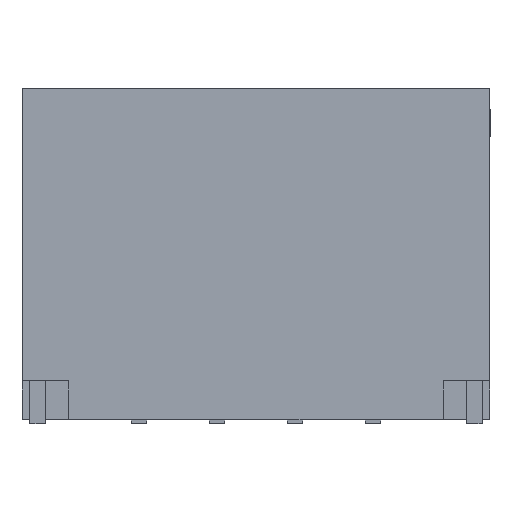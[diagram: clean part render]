
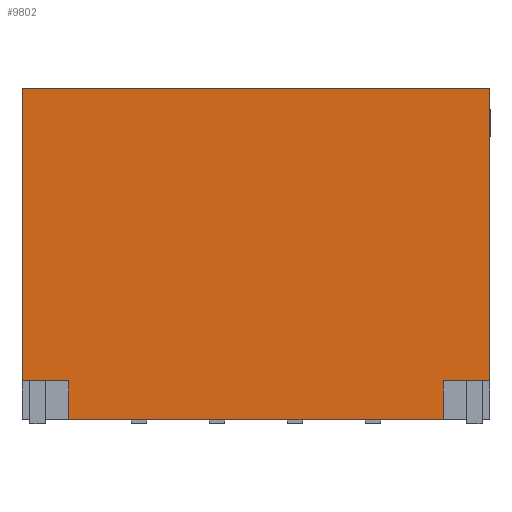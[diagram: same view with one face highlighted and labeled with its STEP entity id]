
A CAD part, front view. The second image highlights one B-rep face of the part: STEP entity #9802.
In plain terms, the highlighted planar face has unit normal (0, -1, 0).
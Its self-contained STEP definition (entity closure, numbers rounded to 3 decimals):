
#39 = LINE ( 'NONE', #5126, #5447 ) ;
#184 = CARTESIAN_POINT ( 'NONE',  ( -3., -1.45, 4.25 ) ) ;
#563 = CARTESIAN_POINT ( 'NONE',  ( -3., -1.45, 4.25 ) ) ;
#671 = CARTESIAN_POINT ( 'NONE',  ( 2.4, -1.45, 0.5 ) ) ;
#679 = VERTEX_POINT ( 'NONE', #5480 ) ;
#751 = DIRECTION ( 'NONE',  ( 1., 0., 0. ) ) ;
#797 = CARTESIAN_POINT ( 'NONE',  ( 3., -1.45, 4.25 ) ) ;
#2175 = LINE ( 'NONE', #15420, #9042 ) ;
#2333 = VECTOR ( 'NONE', #3653, 1000. ) ;
#2430 = ORIENTED_EDGE ( 'NONE', *, *, #5699, .T. ) ;
#2651 = DIRECTION ( 'NONE',  ( 1., 0., 0. ) ) ;
#3111 = EDGE_CURVE ( 'NONE', #15809, #12004, #14939, .T. ) ;
#3237 = VECTOR ( 'NONE', #2651, 1000. ) ;
#3548 = ORIENTED_EDGE ( 'NONE', *, *, #3111, .F. ) ;
#3653 = DIRECTION ( 'NONE',  ( 1., 0., 0. ) ) ;
#3920 = LINE ( 'NONE', #5254, #5903 ) ;
#4602 = DIRECTION ( 'NONE',  ( 0., 0., -1. ) ) ;
#4920 = CARTESIAN_POINT ( 'NONE',  ( -3., -1.45, 4.25 ) ) ;
#5126 = CARTESIAN_POINT ( 'NONE',  ( -2.4, -1.45, 0.5 ) ) ;
#5247 = CARTESIAN_POINT ( 'NONE',  ( 3., -1.45, 4.25 ) ) ;
#5254 = CARTESIAN_POINT ( 'NONE',  ( 3., -1.45, 0.5 ) ) ;
#5447 = VECTOR ( 'NONE', #7735, 1000. ) ;
#5480 = CARTESIAN_POINT ( 'NONE',  ( -2.4, -1.45, 0. ) ) ;
#5699 = EDGE_CURVE ( 'NONE', #679, #7925, #2175, .T. ) ;
#5856 = VERTEX_POINT ( 'NONE', #7127 ) ;
#5903 = VECTOR ( 'NONE', #6370, 1000. ) ;
#5908 = EDGE_CURVE ( 'NONE', #7388, #10174, #3920, .T. ) ;
#6178 = VERTEX_POINT ( 'NONE', #6681 ) ;
#6370 = DIRECTION ( 'NONE',  ( -1., 0., 0. ) ) ;
#6402 = CARTESIAN_POINT ( 'NONE',  ( 2.4, -1.45, 0.5 ) ) ;
#6681 = CARTESIAN_POINT ( 'NONE',  ( -2.4, -1.45, 0.5 ) ) ;
#7017 = DIRECTION ( 'NONE',  ( 0., 1., 0. ) ) ;
#7127 = CARTESIAN_POINT ( 'NONE',  ( -3., -1.45, 0.5 ) ) ;
#7388 = VERTEX_POINT ( 'NONE', #13134 ) ;
#7570 = CARTESIAN_POINT ( 'NONE',  ( -3., -1.45, 4.25 ) ) ;
#7735 = DIRECTION ( 'NONE',  ( 0., 0., -1. ) ) ;
#7925 = VERTEX_POINT ( 'NONE', #15100 ) ;
#8631 = EDGE_LOOP ( 'NONE', ( #15596, #2430, #12646, #10989, #14875, #3548, #9742, #13480 ) ) ;
#8645 = DIRECTION ( 'NONE',  ( 0., 0., -1. ) ) ;
#8723 = LINE ( 'NONE', #7570, #15930 ) ;
#9042 = VECTOR ( 'NONE', #751, 1000. ) ;
#9169 = EDGE_CURVE ( 'NONE', #12004, #7388, #10507, .T. ) ;
#9263 = EDGE_CURVE ( 'NONE', #5856, #6178, #11075, .T. ) ;
#9296 = EDGE_CURVE ( 'NONE', #6178, #679, #39, .T. ) ;
#9552 = PLANE ( 'NONE',  #11180 ) ;
#9568 = EDGE_CURVE ( 'NONE', #10174, #7925, #13429, .T. ) ;
#9742 = ORIENTED_EDGE ( 'NONE', *, *, #15530, .T. ) ;
#9802 = ADVANCED_FACE ( 'NONE', ( #11932 ), #9552, .F. ) ;
#10174 = VERTEX_POINT ( 'NONE', #6402 ) ;
#10507 = LINE ( 'NONE', #797, #13761 ) ;
#10856 = DIRECTION ( 'NONE',  ( 0., 0., 1. ) ) ;
#10989 = ORIENTED_EDGE ( 'NONE', *, *, #5908, .F. ) ;
#11075 = LINE ( 'NONE', #15940, #2333 ) ;
#11180 = AXIS2_PLACEMENT_3D ( 'NONE', #563, #7017, #10856 ) ;
#11932 = FACE_OUTER_BOUND ( 'NONE', #8631, .T. ) ;
#11960 = VECTOR ( 'NONE', #4602, 1000. ) ;
#12004 = VERTEX_POINT ( 'NONE', #5247 ) ;
#12646 = ORIENTED_EDGE ( 'NONE', *, *, #9568, .F. ) ;
#12980 = DIRECTION ( 'NONE',  ( 0., 0., -1. ) ) ;
#13134 = CARTESIAN_POINT ( 'NONE',  ( 3., -1.45, 0.5 ) ) ;
#13429 = LINE ( 'NONE', #671, #11960 ) ;
#13480 = ORIENTED_EDGE ( 'NONE', *, *, #9263, .T. ) ;
#13761 = VECTOR ( 'NONE', #12980, 1000. ) ;
#14875 = ORIENTED_EDGE ( 'NONE', *, *, #9169, .F. ) ;
#14939 = LINE ( 'NONE', #184, #3237 ) ;
#15100 = CARTESIAN_POINT ( 'NONE',  ( 2.4, -1.45, 0. ) ) ;
#15420 = CARTESIAN_POINT ( 'NONE',  ( -3., -1.45, 0. ) ) ;
#15530 = EDGE_CURVE ( 'NONE', #15809, #5856, #8723, .T. ) ;
#15596 = ORIENTED_EDGE ( 'NONE', *, *, #9296, .T. ) ;
#15809 = VERTEX_POINT ( 'NONE', #4920 ) ;
#15930 = VECTOR ( 'NONE', #8645, 1000. ) ;
#15940 = CARTESIAN_POINT ( 'NONE',  ( -3., -1.45, 0.5 ) ) ;
